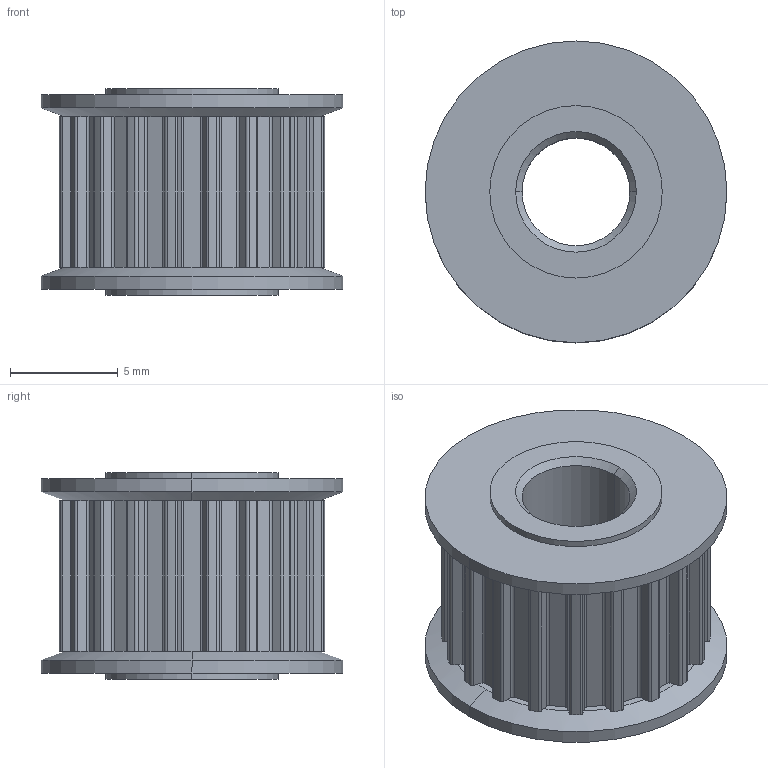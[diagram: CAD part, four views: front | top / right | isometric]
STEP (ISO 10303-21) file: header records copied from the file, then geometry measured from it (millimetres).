
FILE_DESCRIPTION (( 'STEP AP214' ), '1' );
FILE_NAME ('4333240000516.STEP', '2017-11-21T09:14:04', ( '13' ), ( '' ), 'SwSTEP 2.0', 'SolidWorks 2012', '' );
FILE_SCHEMA (( 'AUTOMOTIVE_DESIGN' ));
Length unit declared in the file: millimetre
Products named in the file (1): 4333240000516
Bounding box: 14 x 14 x 9.6 mm (x, y, z)
Volume: 878.5 mm3; surface area: 972.7 mm2
Topology: 1 solids, 1 shells, 262 faces, 686 edges, 428 vertices
Faces by surface type: plane 144, cylinder 110, cone 8
Entity records: 8112 total; most frequent: DIRECTION 1520, CARTESIAN_POINT 1377, ORIENTED_EDGE 1372, EDGE_CURVE 686, AXIS2_PLACEMENT_3D 571, VERTEX_POINT 428, LINE 378, VECTOR 378
